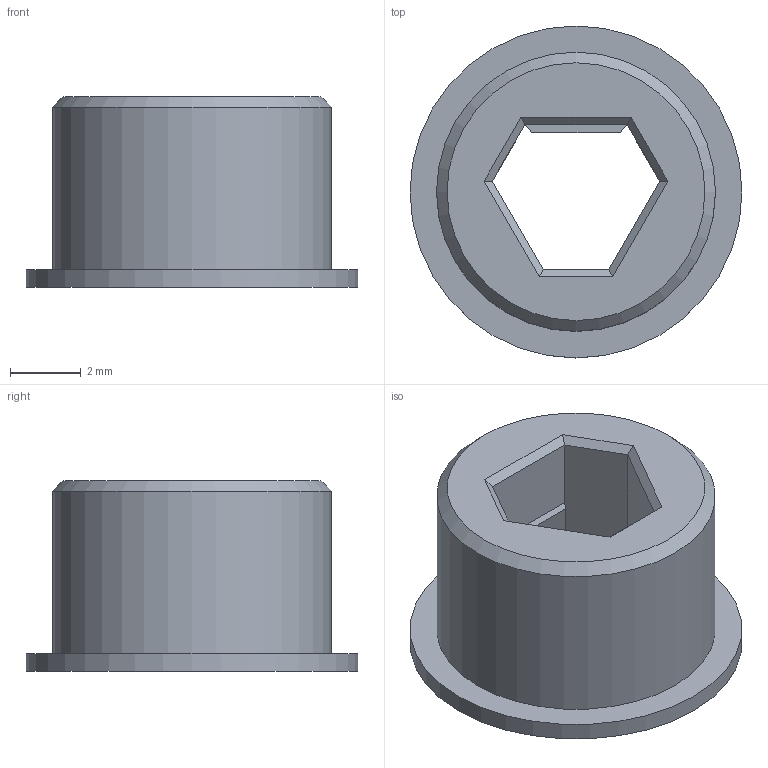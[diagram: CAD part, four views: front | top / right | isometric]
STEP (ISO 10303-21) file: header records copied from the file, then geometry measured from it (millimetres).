
FILE_DESCRIPTION(('HOOPS Exchange Step'),'2;1');
FILE_NAME('Pusher.stp','2025-02-13T11:03:54+09:00',('hayashi'),('Unknown organisation'),'HOOPS Exchange 2023.2','HOOPS Exchange','Unknown authorisation');
FILE_SCHEMA( ('AP203_CONFIGURATION_CONTROLLED_3D_DESIGN_OF_MECHANICAL_PARTS_AND_ASSEMBLIES_MIM_LF') );
Length unit declared in the file: millimetre
Products named in the file (1): Solid 1931
Bounding box: 9.4 x 9.4 x 5.4 mm (x, y, z)
Volume: 196.5 mm3; surface area: 318 mm2
Topology: 1 solids, 1 shells, 23 faces, 53 edges, 33 vertices
Faces by surface type: plane 20, cylinder 2, cone 1
Full cylindrical faces by diameter (mm): 7.9 x1, 9.4 x1
Entity records: 660 total; most frequent: CARTESIAN_POINT 111, DIRECTION 109, ORIENTED_EDGE 106, EDGE_CURVE 53, VECTOR 43, LINE 43, AXIS2_PLACEMENT_3D 33, VERTEX_POINT 33
